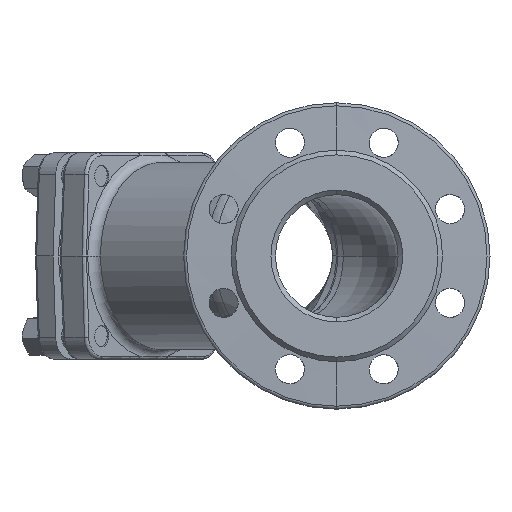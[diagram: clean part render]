
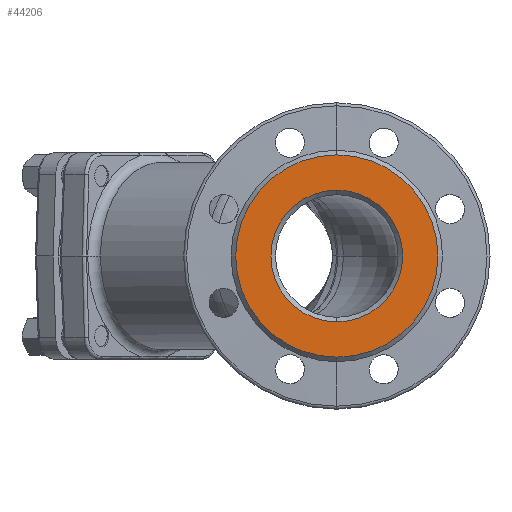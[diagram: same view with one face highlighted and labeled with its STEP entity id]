
A CAD part, left-side view. The second image highlights one B-rep face of the part: STEP entity #44206.
In plain terms, the highlighted planar face has unit normal (-1, 0, 0).
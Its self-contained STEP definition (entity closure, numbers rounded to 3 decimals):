
#7722 = AXIS2_PLACEMENT_3D ( 'NONE', #36642, #36644, #36645 ) ;
#7799 = AXIS2_PLACEMENT_3D ( 'NONE', #39058, #39113, #39114 ) ;
#7802 = AXIS2_PLACEMENT_3D ( 'NONE', #39123, #39125, #39126 ) ;
#11378 = CIRCLE ( 'NONE', #7722, 66. ) ;
#11624 = CIRCLE ( 'NONE', #7799, 43. ) ;
#11629 = CIRCLE ( 'NONE', #7802, 66. ) ;
#13331 = AXIS2_PLACEMENT_3D ( 'NONE', #24267, #24276, #24277 ) ;
#13530 = AXIS2_PLACEMENT_3D ( 'NONE', #41965, #41966, #41967 ) ;
#14663 = FACE_OUTER_BOUND ( 'NONE', #16309, .T. ) ;
#14668 = FACE_BOUND ( 'NONE', #16366, .T. ) ;
#14946 = CIRCLE ( 'NONE', #13530, 43. ) ;
#15492 = VERTEX_POINT ( 'NONE', #35386 ) ;
#15551 = VERTEX_POINT ( 'NONE', #35503 ) ;
#16309 = EDGE_LOOP ( 'NONE', ( #31140, #31141 ) ) ;
#16366 = EDGE_LOOP ( 'NONE', ( #31138, #31139 ) ) ;
#24267 = CARTESIAN_POINT ( 'NONE',  ( 0., 0., 0. ) ) ;
#24268 = PLANE ( 'NONE',  #13331 ) ;
#24276 = DIRECTION ( 'NONE',  ( -1., 0., 0. ) ) ;
#24277 = DIRECTION ( 'NONE',  ( 0., 0., 1. ) ) ;
#30453 = EDGE_CURVE ( 'NONE', #44759, #44739, #11378, .T. ) ;
#30627 = EDGE_CURVE ( 'NONE', #15551, #15492, #11624, .T. ) ;
#30631 = EDGE_CURVE ( 'NONE', #44739, #44759, #11629, .T. ) ;
#31138 = ORIENTED_EDGE ( 'NONE', *, *, #45228, .T. ) ;
#31139 = ORIENTED_EDGE ( 'NONE', *, *, #30627, .T. ) ;
#31140 = ORIENTED_EDGE ( 'NONE', *, *, #30631, .T. ) ;
#31141 = ORIENTED_EDGE ( 'NONE', *, *, #30453, .T. ) ;
#35386 = CARTESIAN_POINT ( 'NONE',  ( 0., 0., 43. ) ) ;
#35503 = CARTESIAN_POINT ( 'NONE',  ( 0., 0., -43. ) ) ;
#36642 = CARTESIAN_POINT ( 'NONE',  ( 0., 0., 0. ) ) ;
#36644 = DIRECTION ( 'NONE',  ( -1., 0., 0. ) ) ;
#36645 = DIRECTION ( 'NONE',  ( 0., 0., 1. ) ) ;
#39058 = CARTESIAN_POINT ( 'NONE',  ( 0., 0., 0. ) ) ;
#39113 = DIRECTION ( 'NONE',  ( 1., 0., 0. ) ) ;
#39114 = DIRECTION ( 'NONE',  ( 0., 0., 1. ) ) ;
#39123 = CARTESIAN_POINT ( 'NONE',  ( 0., 0., 0. ) ) ;
#39125 = DIRECTION ( 'NONE',  ( -1., 0., 0. ) ) ;
#39126 = DIRECTION ( 'NONE',  ( 0., 0., 1. ) ) ;
#40187 = CARTESIAN_POINT ( 'NONE',  ( 0., 0., -66. ) ) ;
#40207 = CARTESIAN_POINT ( 'NONE',  ( 0., 0., 66. ) ) ;
#41965 = CARTESIAN_POINT ( 'NONE',  ( 0., 0., 0. ) ) ;
#41966 = DIRECTION ( 'NONE',  ( 1., 0., 0. ) ) ;
#41967 = DIRECTION ( 'NONE',  ( 0., 0., 1. ) ) ;
#44206 = ADVANCED_FACE ( 'NONE', ( #14668, #14663 ), #24268, .T. ) ;
#44739 = VERTEX_POINT ( 'NONE', #40187 ) ;
#44759 = VERTEX_POINT ( 'NONE', #40207 ) ;
#45228 = EDGE_CURVE ( 'NONE', #15492, #15551, #14946, .T. ) ;
